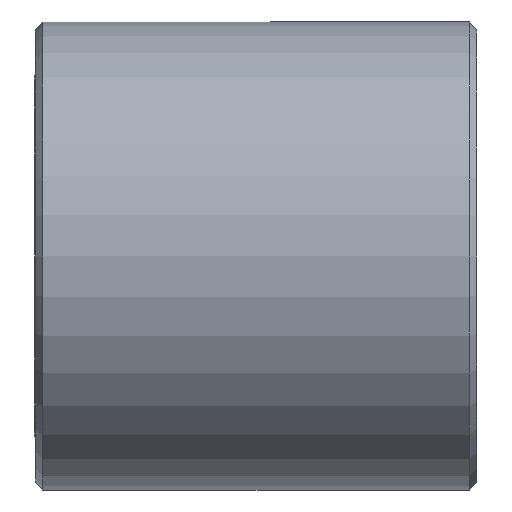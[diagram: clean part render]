
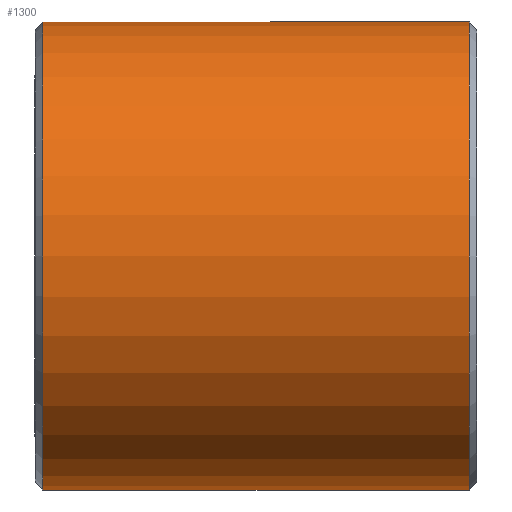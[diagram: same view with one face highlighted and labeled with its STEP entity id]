
A CAD part, left-side view. The second image highlights one B-rep face of the part: STEP entity #1300.
In plain terms, the highlighted cylindrical face has radius 9 mm (diameter 18 mm), a partial arc.
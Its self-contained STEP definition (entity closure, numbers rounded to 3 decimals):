
#530 = CARTESIAN_POINT ( 'NONE',  ( 0., -8.2, -9. ) ) ;
#614 = CARTESIAN_POINT ( 'NONE',  ( 0., -8.2, 9. ) ) ;
#643 = CARTESIAN_POINT ( 'NONE',  ( 0., 8.2, 9. ) ) ;
#644 = DIRECTION ( 'NONE',  ( 0., -1., 0. ) ) ;
#645 = VECTOR ( 'NONE', #644, 1000. ) ;
#646 = CARTESIAN_POINT ( 'NONE',  ( 0., -9.881, -9. ) ) ;
#647 = LINE ( 'NONE', #646, #645 ) ;
#657 = DIRECTION ( 'NONE',  ( 0., 0., -1. ) ) ;
#658 = DIRECTION ( 'NONE',  ( 0., -1., 0. ) ) ;
#659 = CARTESIAN_POINT ( 'NONE',  ( 0., -8.2, 0. ) ) ;
#660 = AXIS2_PLACEMENT_3D ( 'NONE', #659, #658, #657 ) ;
#661 = CIRCLE ( 'NONE', #660, 9. ) ;
#672 = DIRECTION ( 'NONE',  ( 0., 0., -1. ) ) ;
#673 = DIRECTION ( 'NONE',  ( 0., -1., 0. ) ) ;
#674 = AXIS2_PLACEMENT_3D ( 'NONE', #675, #673, #672 ) ;
#675 = CARTESIAN_POINT ( 'NONE',  ( 0., -9.881, 0. ) ) ;
#676 = CYLINDRICAL_SURFACE ( 'NONE', #674, 9. ) ;
#677 = FACE_OUTER_BOUND ( 'NONE', #1301, .T. ) ;
#714 = CARTESIAN_POINT ( 'NONE',  ( 0., 8.2, -9. ) ) ;
#1200 = EDGE_CURVE ( 'NONE', #1226, #1292, #1995, .T. ) ;
#1214 = ORIENTED_EDGE ( 'NONE', *, *, #1215, .T. ) ;
#1215 = EDGE_CURVE ( 'NONE', #1226, #1297, #1970, .T. ) ;
#1226 = VERTEX_POINT ( 'NONE', #643 ) ;
#1249 = VERTEX_POINT ( 'NONE', #530 ) ;
#1292 = VERTEX_POINT ( 'NONE', #614 ) ;
#1297 = VERTEX_POINT ( 'NONE', #714 ) ;
#1300 = ADVANCED_FACE ( 'NONE', ( #677 ), #676, .T. ) ;
#1301 = EDGE_LOOP ( 'NONE', ( #1302, #1214, #1327, #1328 ) ) ;
#1302 = ORIENTED_EDGE ( 'NONE', *, *, #1200, .F. ) ;
#1327 = ORIENTED_EDGE ( 'NONE', *, *, #1331, .T. ) ;
#1328 = ORIENTED_EDGE ( 'NONE', *, *, #1329, .F. ) ;
#1329 = EDGE_CURVE ( 'NONE', #1292, #1249, #661, .T. ) ;
#1331 = EDGE_CURVE ( 'NONE', #1297, #1249, #647, .T. ) ;
#1966 = DIRECTION ( 'NONE',  ( 0., 0., -1. ) ) ;
#1967 = DIRECTION ( 'NONE',  ( 0., -1., 0. ) ) ;
#1968 = CARTESIAN_POINT ( 'NONE',  ( 0., 8.2, 0. ) ) ;
#1969 = AXIS2_PLACEMENT_3D ( 'NONE', #1968, #1967, #1966 ) ;
#1970 = CIRCLE ( 'NONE', #1969, 9. ) ;
#1992 = DIRECTION ( 'NONE',  ( 0., -1., 0. ) ) ;
#1993 = VECTOR ( 'NONE', #1992, 1000. ) ;
#1994 = CARTESIAN_POINT ( 'NONE',  ( 0., -9.881, 9. ) ) ;
#1995 = LINE ( 'NONE', #1994, #1993 ) ;
